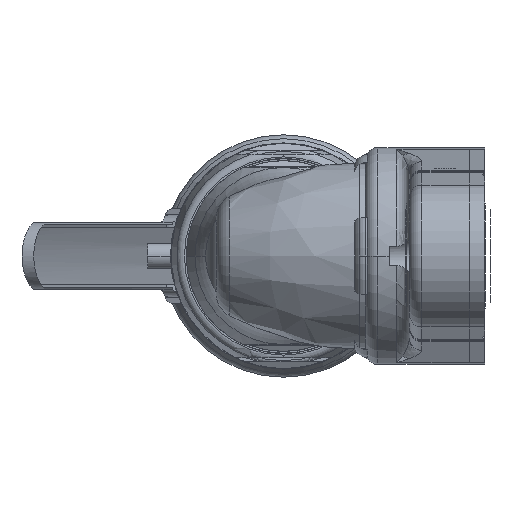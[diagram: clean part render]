
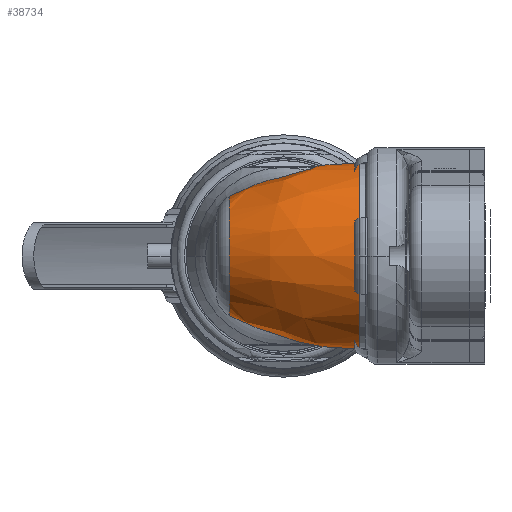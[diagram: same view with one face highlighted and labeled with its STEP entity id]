
A CAD part, left-side view. The second image highlights one B-rep face of the part: STEP entity #38734.
In plain terms, the highlighted free-form (B-spline) face has degree [3, 3] with [7, 4] control points.
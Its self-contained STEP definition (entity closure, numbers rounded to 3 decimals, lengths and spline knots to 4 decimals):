
#37815=CARTESIAN_POINT('',(-11.2603,-0.5605,0.));
#37816=DIRECTION('',(0.,1.,0.));
#37817=DIRECTION('',(0.713,0.,-0.702));
#37818=AXIS2_PLACEMENT_3D('',#37815,#37816,#37817);
#37820=CARTESIAN_POINT('',(-10.7704,-0.5605,
-0.4824));
#37821=CARTESIAN_POINT('',(-10.7704,-0.5474,
-0.4824));
#37822=CARTESIAN_POINT('',(-10.7711,-0.5213,
-0.4827));
#37823=CARTESIAN_POINT('',(-10.7733,-0.4954,
-0.4838));
#37824=CARTESIAN_POINT('',(-10.7747,-0.4825,
-0.4845));
#37826=CARTESIAN_POINT('',(-11.2603,0.4005,0.));
#37827=DIRECTION('',(0.,1.,0.));
#37828=DIRECTION('',(0.327,0.,-0.945));
#37829=AXIS2_PLACEMENT_3D('',#37826,#37827,#37828);
#37831=CARTESIAN_POINT('',(-10.7747,-0.4825,
0.4845));
#37832=CARTESIAN_POINT('',(-10.7733,-0.4954,
0.4838));
#37833=CARTESIAN_POINT('',(-10.7711,-0.5213,
0.4827));
#37834=CARTESIAN_POINT('',(-10.7704,-0.5474,
0.4824));
#37835=CARTESIAN_POINT('',(-10.7704,-0.5605,
0.4824));
#37966=CARTESIAN_POINT('',(-11.1163,0.4005,
0.4165));
#37967=CARTESIAN_POINT('',(-11.1217,0.3899,
0.4245));
#37968=CARTESIAN_POINT('',(-11.1321,0.3689,
0.4396));
#37969=CARTESIAN_POINT('',(-11.1459,0.3385,
0.4595));
#37970=CARTESIAN_POINT('',(-11.1574,0.3092,
0.477));
#37971=CARTESIAN_POINT('',(-11.166,0.2811,
0.4923));
#37972=CARTESIAN_POINT('',(-11.1714,0.2537,
0.506));
#37973=CARTESIAN_POINT('',(-11.1732,0.2251,
0.5189));
#37974=CARTESIAN_POINT('',(-11.1703,0.1942,
0.5316));
#37975=CARTESIAN_POINT('',(-11.162,0.1608,
0.5437));
#37976=CARTESIAN_POINT('',(-11.1485,0.1249,
0.5549));
#37977=CARTESIAN_POINT('',(-11.1304,0.0867,
0.5649));
#37978=CARTESIAN_POINT('',(-11.1092,0.0469,
0.5733));
#37979=CARTESIAN_POINT('',(-11.0853,0.0054,
0.5798));
#37980=CARTESIAN_POINT('',(-11.0585,-0.039,
0.5845));
#37981=CARTESIAN_POINT('',(-11.0286,-0.0872,
0.5867));
#37982=CARTESIAN_POINT('',(-10.9952,-0.1399,
0.5859));
#37983=CARTESIAN_POINT('',(-10.9582,-0.1978,
0.5809));
#37984=CARTESIAN_POINT('',(-10.9175,-0.2608,
0.5705));
#37985=CARTESIAN_POINT('',(-10.8738,-0.3284,
0.5532));
#37986=CARTESIAN_POINT('',(-10.8264,-0.4019,
0.5268));
#37987=CARTESIAN_POINT('',(-10.7922,-0.4552,
0.5004));
#37988=CARTESIAN_POINT('',(-10.7747,-0.4825,
0.4845));
#38061=CARTESIAN_POINT('',(-11.1163,0.4005,
0.4165));
#38098=CARTESIAN_POINT('',(-10.7747,-0.4825,
-0.4845));
#38099=CARTESIAN_POINT('',(-10.7917,-0.456,
-0.5));
#38100=CARTESIAN_POINT('',(-10.8249,-0.4042,
-0.5257));
#38101=CARTESIAN_POINT('',(-10.871,-0.3328,
-0.5518));
#38102=CARTESIAN_POINT('',(-10.9134,-0.2671,
-0.5691));
#38103=CARTESIAN_POINT('',(-10.9528,-0.206,
-0.5798));
#38104=CARTESIAN_POINT('',(-10.9889,-0.1499,
-0.5852));
#38105=CARTESIAN_POINT('',(-11.0213,-0.0988,
-0.5868));
#38106=CARTESIAN_POINT('',(-11.0503,-0.0523,
-0.5853));
#38107=CARTESIAN_POINT('',(-11.0763,-0.0097,
-0.5816));
#38108=CARTESIAN_POINT('',(-11.0994,0.0298,
-0.5762));
#38109=CARTESIAN_POINT('',(-11.1204,0.0676,
-0.5691));
#38110=CARTESIAN_POINT('',(-11.1387,0.1036,
-0.5607));
#38111=CARTESIAN_POINT('',(-11.1534,0.1371,
-0.5512));
#38112=CARTESIAN_POINT('',(-11.1649,0.1705,
-0.5403));
#38113=CARTESIAN_POINT('',(-11.1724,0.2064,
-0.5269));
#38114=CARTESIAN_POINT('',(-11.173,0.2439,
-0.5107));
#38115=CARTESIAN_POINT('',(-11.1668,0.2791,
-0.4934));
#38116=CARTESIAN_POINT('',(-11.157,0.3106,
-0.4762));
#38117=CARTESIAN_POINT('',(-11.1459,0.3384,
-0.4595));
#38118=CARTESIAN_POINT('',(-11.1349,0.3628,
-0.4436));
#38119=CARTESIAN_POINT('',(-11.1248,0.3837,
-0.429));
#38120=CARTESIAN_POINT('',(-11.119,0.3953,
-0.4205));
#38121=CARTESIAN_POINT('',(-11.1163,0.4005,
-0.4165));
#38138=CARTESIAN_POINT('',(-11.1163,0.4005,
-0.4165));
#38212=CARTESIAN_POINT('',(-10.7747,-0.4825,
0.4845));
#38305=CARTESIAN_POINT('',(-10.7747,-0.4825,
-0.4845));
#38487=VERTEX_POINT('',#38061);
#38490=VERTEX_POINT('',#38138);
#38502=VERTEX_POINT('',#38212);
#38509=VERTEX_POINT('',#38305);
#38528=CARTESIAN_POINT('',(-10.7704,-0.5605,-0.4824));
#38529=CARTESIAN_POINT('',(-10.7704,-0.5605,0.4824));
#38530=VERTEX_POINT('',#38528);
#38531=VERTEX_POINT('',#38529);
#38692=CARTESIAN_POINT('',(-10.7271,-0.5806,
-0.4339));
#38693=CARTESIAN_POINT('',(-10.7246,-0.229,
-0.436));
#38694=CARTESIAN_POINT('',(-10.7924,0.1115,
-0.3808));
#38695=CARTESIAN_POINT('',(-10.926,0.418,
-0.272));
#38696=CARTESIAN_POINT('',(-11.2167,-0.5806,
-1.0356));
#38697=CARTESIAN_POINT('',(-11.2165,-0.229,
-1.0405));
#38698=CARTESIAN_POINT('',(-11.2221,0.1115,
-0.9087));
#38699=CARTESIAN_POINT('',(-11.233,0.418,
-0.6492));
#38700=CARTESIAN_POINT('',(-11.9477,-0.5806,
-0.7757));
#38701=CARTESIAN_POINT('',(-11.9509,-0.229,
-0.7794));
#38702=CARTESIAN_POINT('',(-11.8635,0.1115,
-0.6807));
#38703=CARTESIAN_POINT('',(-11.6912,0.418,
-0.4863));
#38704=CARTESIAN_POINT('',(-11.9477,-0.5806,
0.));
#38705=CARTESIAN_POINT('',(-11.9509,-0.229,
0.));
#38706=CARTESIAN_POINT('',(-11.8635,0.1115,
0.));
#38707=CARTESIAN_POINT('',(-11.6912,0.418,
0.));
#38708=CARTESIAN_POINT('',(-11.9477,-0.5806,
0.7757));
#38709=CARTESIAN_POINT('',(-11.9509,-0.229,
0.7794));
#38710=CARTESIAN_POINT('',(-11.8635,0.1115,
0.6807));
#38711=CARTESIAN_POINT('',(-11.6912,0.418,
0.4863));
#38712=CARTESIAN_POINT('',(-11.2167,-0.5806,
1.0356));
#38713=CARTESIAN_POINT('',(-11.2165,-0.229,
1.0405));
#38714=CARTESIAN_POINT('',(-11.2221,0.1115,
0.9087));
#38715=CARTESIAN_POINT('',(-11.233,0.418,
0.6492));
#38716=CARTESIAN_POINT('',(-10.7271,-0.5806,
0.4339));
#38717=CARTESIAN_POINT('',(-10.7246,-0.229,
0.436));
#38718=CARTESIAN_POINT('',(-10.7924,0.1115,
0.3808));
#38719=CARTESIAN_POINT('',(-10.926,0.418,
0.272));
#38720=(BOUNDED_SURFACE()B_SPLINE_SURFACE(3,3,((#38692,#38693,#38694,#38695),(
#38696,#38697,#38698,#38699),(#38700,#38701,#38702,#38703),(#38704,#38705,
#38706,#38707),(#38708,#38709,#38710,#38711),(#38712,#38713,#38714,#38715),(
#38716,#38717,#38718,#38719)),.UNSPECIFIED.,.F.,.F.,.F.)B_SPLINE_SURFACE_WITH_KNOTS((4,3,4),(4,4),(0.,1.,2.),(0.,1.),.UNSPECIFIED.)GEOMETRIC_REPRESENTATION_ITEM()RATIONAL_B_SPLINE_SURFACE(((1.524,1.49,
1.49,1.524),(0.848,0.829,
0.829,0.848),(0.848,0.829,
0.829,0.848),(1.524,1.49,
1.49,1.524),(0.848,0.829,
0.829,0.848),(0.848,0.829,
0.829,0.848),(1.524,1.49,
1.49,1.524)))REPRESENTATION_ITEM('')SURFACE());
#38722=ORIENTED_EDGE('',*,*,#38721,.F.);
#38724=ORIENTED_EDGE('',*,*,#38723,.T.);
#38726=ORIENTED_EDGE('',*,*,#38725,.T.);
#38727=ORIENTED_EDGE('',*,*,#38685,.T.);
#38729=ORIENTED_EDGE('',*,*,#38728,.T.);
#38731=ORIENTED_EDGE('',*,*,#38730,.T.);
#38732=EDGE_LOOP('',(#38722,#38724,#38726,#38727,#38729,#38731));
#38733=FACE_OUTER_BOUND('',#38732,.F.);
#38734=ADVANCED_FACE('',(#38733),#38720,.T.);
#37819=CIRCLE('',#37818,0.6875);
#37825=B_SPLINE_CURVE_WITH_KNOTS('',3,(#37820,#37821,#37822,#37823,#37824),
.UNSPECIFIED.,.F.,.F.,(4,1,4),(0.,0.5,1.),.UNSPECIFIED.);
#37830=CIRCLE('',#37829,0.4407);
#37836=B_SPLINE_CURVE_WITH_KNOTS('',3,(#37831,#37832,#37833,#37834,#37835),
.UNSPECIFIED.,.F.,.F.,(4,1,4),(0.,0.5,1.),.UNSPECIFIED.);
#37989=B_SPLINE_CURVE_WITH_KNOTS('',3,(#37966,#37967,#37968,#37969,#37970,
#37971,#37972,#37973,#37974,#37975,#37976,#37977,#37978,#37979,#37980,#37981,
#37982,#37983,#37984,#37985,#37986,#37987,#37988),.UNSPECIFIED.,.F.,.F.,(4,1,1,
1,1,1,1,1,1,1,1,1,1,1,1,1,1,1,1,1,4),(0.,0.05,0.1,0.15,0.2,0.25,
0.3,0.35,0.4,0.45,0.5,0.55,0.6,0.65,0.7,0.75,0.8,0.85,
0.9,0.95,1.),.UNSPECIFIED.);
#38122=B_SPLINE_CURVE_WITH_KNOTS('',3,(#38098,#38099,#38100,#38101,#38102,
#38103,#38104,#38105,#38106,#38107,#38108,#38109,#38110,#38111,#38112,#38113,
#38114,#38115,#38116,#38117,#38118,#38119,#38120,#38121),.UNSPECIFIED.,.F.,.F.,(
4,1,1,1,1,1,1,1,1,1,1,1,1,1,1,1,1,1,1,1,1,4),(0.,0.0476,
0.0952,0.1429,0.1905,0.2381,
0.2857,0.3333,0.381,0.4286,
0.4762,0.5238,0.5714,0.619,
0.6667,0.7143,0.7619,0.8095,
0.8571,0.9048,0.9524,1.),.UNSPECIFIED.);
#38685=EDGE_CURVE('',#38490,#38487,#37830,.T.);
#38721=EDGE_CURVE('',#38530,#38531,#37819,.T.);
#38723=EDGE_CURVE('',#38530,#38509,#37825,.T.);
#38725=EDGE_CURVE('',#38509,#38490,#38122,.T.);
#38728=EDGE_CURVE('',#38487,#38502,#37989,.T.);
#38730=EDGE_CURVE('',#38502,#38531,#37836,.T.);
